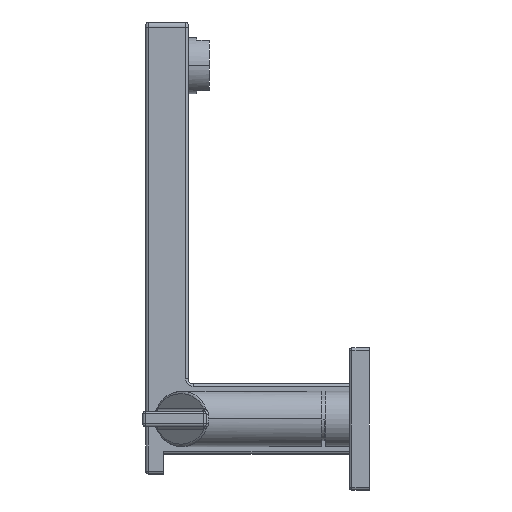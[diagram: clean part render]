
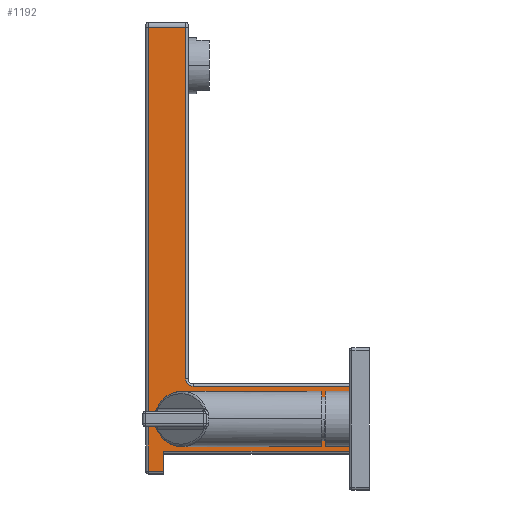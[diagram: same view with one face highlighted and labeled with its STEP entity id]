
A CAD part, left-side view. The second image highlights one B-rep face of the part: STEP entity #1192.
In plain terms, the highlighted planar face has unit normal (-1, 0, 0).
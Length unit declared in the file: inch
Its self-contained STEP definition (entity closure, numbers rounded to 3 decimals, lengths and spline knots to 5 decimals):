
#184=DIRECTION('',(0.,1.,0.));
#185=VECTOR('',#184,2.416);
#186=CARTESIAN_POINT('',(-0.835,0.31,0.50325));
#187=LINE('',#186,#185);
#192=DIRECTION('',(0.,0.,-1.));
#193=VECTOR('',#192,0.31);
#194=CARTESIAN_POINT('',(-0.835,3.184,-0.50325));
#195=LINE('',#194,#193);
#196=DIRECTION('',(0.,-1.,0.));
#197=VECTOR('',#196,0.236);
#198=CARTESIAN_POINT('',(-0.835,3.42,-0.10325));
#199=LINE('',#198,#197);
#200=DIRECTION('',(0.,1.,0.));
#201=VECTOR('',#200,0.236);
#202=CARTESIAN_POINT('',(-0.835,3.184,-0.08525));
#203=LINE('',#202,#201);
#204=CARTESIAN_POINT('',(-0.835,2.726,0.62325));
#205=DIRECTION('',(-1.,0.,0.));
#206=DIRECTION('',(0.,1.,0.));
#207=AXIS2_PLACEMENT_3D('',#204,#205,#206);
#209=DIRECTION('',(0.,0.,1.));
#210=VECTOR('',#209,1.0065);
#211=CARTESIAN_POINT('',(-0.835,0.31,-0.50325));
#212=LINE('',#211,#210);
#218=DIRECTION('',(0.,-1.,0.));
#219=VECTOR('',#218,2.874);
#220=CARTESIAN_POINT('',(-0.835,3.184,-0.50325));
#221=LINE('',#220,#219);
#292=DIRECTION('',(0.,0.,-1.));
#293=VECTOR('',#292,0.018);
#294=CARTESIAN_POINT('',(-0.835,3.184,-0.08525));
#295=LINE('',#294,#293);
#310=DIRECTION('',(0.,0.,-1.));
#311=VECTOR('',#310,0.71);
#312=CARTESIAN_POINT('',(-0.835,3.42,-0.10325));
#313=LINE('',#312,#311);
#384=DIRECTION('',(0.,-1.,0.));
#385=VECTOR('',#384,0.236);
#386=CARTESIAN_POINT('',(-0.835,3.42,-0.81325));
#387=LINE('',#386,#385);
#517=DIRECTION('',(0.,0.,1.));
#518=VECTOR('',#517,5.4435);
#519=CARTESIAN_POINT('',(-0.835,2.846,
0.62325));
#520=LINE('',#519,#518);
#541=DIRECTION('',(0.,1.,0.));
#542=VECTOR('',#541,0.574);
#543=CARTESIAN_POINT('',(-0.835,2.846,6.06675));
#544=LINE('',#543,#542);
#568=DIRECTION('',(0.,0.,-1.));
#569=VECTOR('',#568,6.152);
#570=CARTESIAN_POINT('',(-0.835,3.42,6.06675));
#571=LINE('',#570,#569);
#674=CARTESIAN_POINT('',(-0.835,2.726,0.50325));
#675=VERTEX_POINT('',#674);
#676=CARTESIAN_POINT('',(-0.835,3.184,-0.08525));
#677=CARTESIAN_POINT('',(-0.835,3.42,-0.08525));
#678=VERTEX_POINT('',#676);
#679=VERTEX_POINT('',#677);
#680=CARTESIAN_POINT('',(-0.835,3.42,6.06675));
#681=VERTEX_POINT('',#680);
#682=CARTESIAN_POINT('',(-0.835,2.846,6.06675));
#683=VERTEX_POINT('',#682);
#684=CARTESIAN_POINT('',(-0.835,2.846,
0.62325));
#685=VERTEX_POINT('',#684);
#798=CARTESIAN_POINT('',(-0.835,0.31,0.50325));
#799=VERTEX_POINT('',#798);
#800=CARTESIAN_POINT('',(-0.835,0.31,-0.50325));
#801=VERTEX_POINT('',#800);
#808=CARTESIAN_POINT('',(-0.835,3.42,-0.10325));
#810=VERTEX_POINT('',#808);
#822=CARTESIAN_POINT('',(-0.835,3.184,-0.81325));
#823=VERTEX_POINT('',#822);
#832=CARTESIAN_POINT('',(-0.835,3.42,-0.81325));
#833=VERTEX_POINT('',#832);
#836=CARTESIAN_POINT('',(-0.835,3.184,-0.50325));
#838=VERTEX_POINT('',#836);
#844=CARTESIAN_POINT('',(-0.835,3.184,-0.10325));
#846=VERTEX_POINT('',#844);
#1161=CARTESIAN_POINT('',(-0.835,0.31,-0.54325));
#1162=DIRECTION('',(1.,0.,0.));
#1163=DIRECTION('',(0.,0.,-1.));
#1164=AXIS2_PLACEMENT_3D('',#1161,#1162,#1163);
#1165=PLANE('',#1164);
#1167=ORIENTED_EDGE('',*,*,#1166,.F.);
#1169=ORIENTED_EDGE('',*,*,#1168,.T.);
#1171=ORIENTED_EDGE('',*,*,#1170,.F.);
#1173=ORIENTED_EDGE('',*,*,#1172,.F.);
#1175=ORIENTED_EDGE('',*,*,#1174,.T.);
#1177=ORIENTED_EDGE('',*,*,#1176,.F.);
#1179=ORIENTED_EDGE('',*,*,#1178,.T.);
#1181=ORIENTED_EDGE('',*,*,#1180,.F.);
#1183=ORIENTED_EDGE('',*,*,#1182,.F.);
#1185=ORIENTED_EDGE('',*,*,#1184,.F.);
#1187=ORIENTED_EDGE('',*,*,#1186,.T.);
#1188=ORIENTED_EDGE('',*,*,#1153,.F.);
#1189=ORIENTED_EDGE('',*,*,#971,.F.);
#1190=EDGE_LOOP('',(#1167,#1169,#1171,#1173,#1175,#1177,#1179,#1181,#1183,#1185,
#1187,#1188,#1189));
#1191=FACE_OUTER_BOUND('',#1190,.F.);
#1192=ADVANCED_FACE('',(#1191),#1165,.F.);
#208=CIRCLE('',#207,0.12);
#971=EDGE_CURVE('',#801,#799,#212,.T.);
#1153=EDGE_CURVE('',#799,#675,#187,.T.);
#1166=EDGE_CURVE('',#838,#801,#221,.T.);
#1168=EDGE_CURVE('',#838,#823,#195,.T.);
#1170=EDGE_CURVE('',#833,#823,#387,.T.);
#1172=EDGE_CURVE('',#810,#833,#313,.T.);
#1174=EDGE_CURVE('',#810,#846,#199,.T.);
#1176=EDGE_CURVE('',#678,#846,#295,.T.);
#1178=EDGE_CURVE('',#678,#679,#203,.T.);
#1180=EDGE_CURVE('',#681,#679,#571,.T.);
#1182=EDGE_CURVE('',#683,#681,#544,.T.);
#1184=EDGE_CURVE('',#685,#683,#520,.T.);
#1186=EDGE_CURVE('',#685,#675,#208,.T.);
